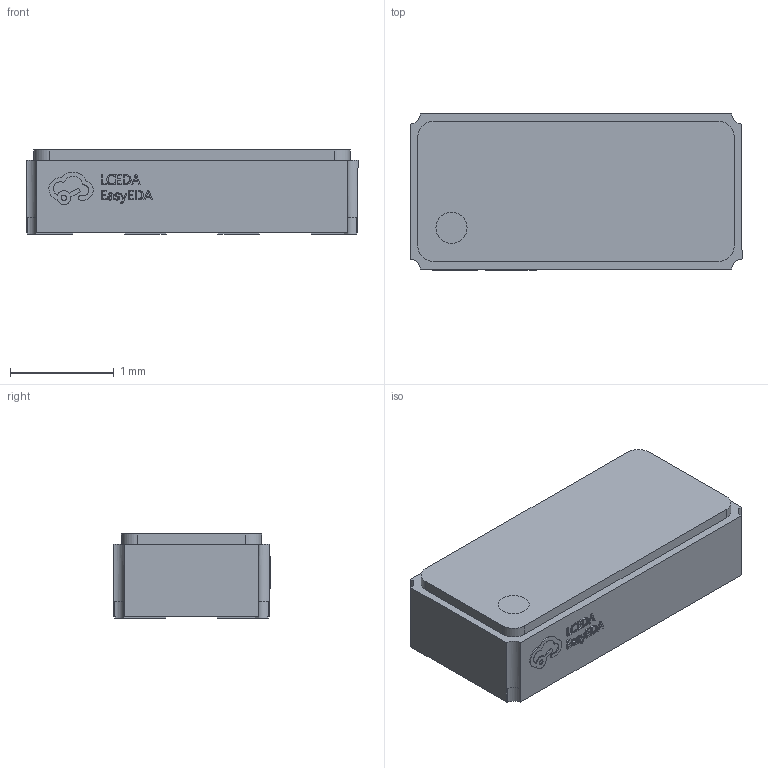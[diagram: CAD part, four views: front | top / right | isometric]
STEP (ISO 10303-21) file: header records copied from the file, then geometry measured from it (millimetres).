
FILE_DESCRIPTION (( 'STEP AP214' ), '1' );
FILE_NAME ('OSC-SMD_8P-L3.2-W1.5-P0.90-BL.STEP', '2022-08-23T06:42:48', ( 'PC' ), ( 'Microsoft' ), 'SwSTEP 2.0', 'SolidWorks 2020', '' );
FILE_SCHEMA (( 'AUTOMOTIVE_DESIGN' ));
Length unit declared in the file: millimetre
Products named in the file (1): OSC-SMD_8P-L3.2-W1.5-P0.90-BL
Bounding box: 3.2 x 1.51 x 0.81 mm (x, y, z)
Volume: 3.8 mm3; surface area: 32.3 mm2
Topology: 11 solids, 11 shells, 360 faces, 945 edges, 630 vertices
Faces by surface type: plane 246, bspline 98, cylinder 16
Entity records: 15589 total; most frequent: CARTESIAN_POINT 3242, ORIENTED_EDGE 1890, DIRECTION 1311, EDGE_CURVE 945, LINE 705, VECTOR 705, VERTEX_POINT 630, EDGE_LOOP 385
